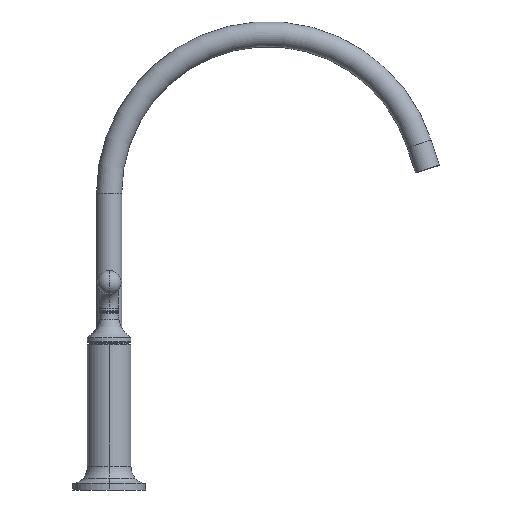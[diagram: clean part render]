
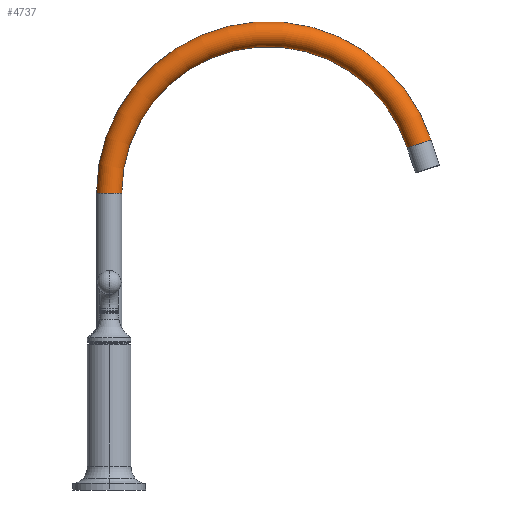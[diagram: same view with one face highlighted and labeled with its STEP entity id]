
A CAD part, left-side view. The second image highlights one B-rep face of the part: STEP entity #4737.
In plain terms, the highlighted toroidal (fillet/blend) face has major radius 120 mm and minor radius 9.5 mm.
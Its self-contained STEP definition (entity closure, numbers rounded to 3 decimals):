
#8 = EDGE_CURVE ( 'NONE', #3492, #4744, #4989, .T. ) ;
#58 = ORIENTED_EDGE ( 'NONE', *, *, #662, .F. ) ;
#61 = CIRCLE ( 'NONE', #1293, 129.5 ) ;
#299 = ORIENTED_EDGE ( 'NONE', *, *, #8, .T. ) ;
#300 = AXIS2_PLACEMENT_3D ( 'NONE', #4707, #915, #1223 ) ;
#434 = DIRECTION ( 'NONE',  ( 0., -0.951, 0.309 ) ) ;
#452 = DIRECTION ( 'NONE',  ( 0., 0., -1. ) ) ;
#662 = EDGE_CURVE ( 'NONE', #2812, #4744, #832, .T. ) ;
#832 = CIRCLE ( 'NONE', #4339, 9.5 ) ;
#859 = EDGE_LOOP ( 'NONE', ( #2104, #1619, #299, #58 ) ) ;
#886 = DIRECTION ( 'NONE',  ( 1., 0., 0. ) ) ;
#915 = DIRECTION ( 'NONE',  ( 1., 0., 0. ) ) ;
#1223 = DIRECTION ( 'NONE',  ( 0., 0., -1. ) ) ;
#1293 = AXIS2_PLACEMENT_3D ( 'NONE', #1978, #3965, #452 ) ;
#1446 = CARTESIAN_POINT ( 'NONE',  ( 0., 120., 9.5 ) ) ;
#1619 = ORIENTED_EDGE ( 'NONE', *, *, #1689, .T. ) ;
#1689 = EDGE_CURVE ( 'NONE', #2751, #3492, #3949, .T. ) ;
#1978 = CARTESIAN_POINT ( 'NONE',  ( 0., 120., 120. ) ) ;
#2074 = DIRECTION ( 'NONE',  ( 0., 0., 1. ) ) ;
#2100 = DIRECTION ( 'NONE',  ( 0., 1., 0. ) ) ;
#2104 = ORIENTED_EDGE ( 'NONE', *, *, #4953, .F. ) ;
#2623 = FACE_OUTER_BOUND ( 'NONE', #859, .T. ) ;
#2751 = VERTEX_POINT ( 'NONE', #3313 ) ;
#2781 = AXIS2_PLACEMENT_3D ( 'NONE', #2853, #886, #3992 ) ;
#2784 = DIRECTION ( 'NONE',  ( 0., -0.309, -0.951 ) ) ;
#2812 = VERTEX_POINT ( 'NONE', #4944 ) ;
#2853 = CARTESIAN_POINT ( 'NONE',  ( 0., 120., 120. ) ) ;
#3105 = CARTESIAN_POINT ( 'NONE',  ( 0., 120., 0. ) ) ;
#3150 = CARTESIAN_POINT ( 'NONE',  ( 0., 157.082, 234.127 ) ) ;
#3313 = CARTESIAN_POINT ( 'NONE',  ( 0., 120., -9.5 ) ) ;
#3492 = VERTEX_POINT ( 'NONE', #1446 ) ;
#3949 = CIRCLE ( 'NONE', #5007, 9.5 ) ;
#3965 = DIRECTION ( 'NONE',  ( 1., 0., 0. ) ) ;
#3992 = DIRECTION ( 'NONE',  ( 0., 0., -1. ) ) ;
#4231 = TOROIDAL_SURFACE ( 'NONE', #300, 120., 9.5 ) ;
#4339 = AXIS2_PLACEMENT_3D ( 'NONE', #3150, #434, #2784 ) ;
#4401 = CARTESIAN_POINT ( 'NONE',  ( 0., 154.146, 225.092 ) ) ;
#4707 = CARTESIAN_POINT ( 'NONE',  ( 0., 120., 120. ) ) ;
#4737 = ADVANCED_FACE ( 'NONE', ( #2623 ), #4231, .T. ) ;
#4744 = VERTEX_POINT ( 'NONE', #4401 ) ;
#4944 = CARTESIAN_POINT ( 'NONE',  ( 0., 160.018, 243.162 ) ) ;
#4953 = EDGE_CURVE ( 'NONE', #2751, #2812, #61, .T. ) ;
#4989 = CIRCLE ( 'NONE', #2781, 110.5 ) ;
#5007 = AXIS2_PLACEMENT_3D ( 'NONE', #3105, #2100, #2074 ) ;
